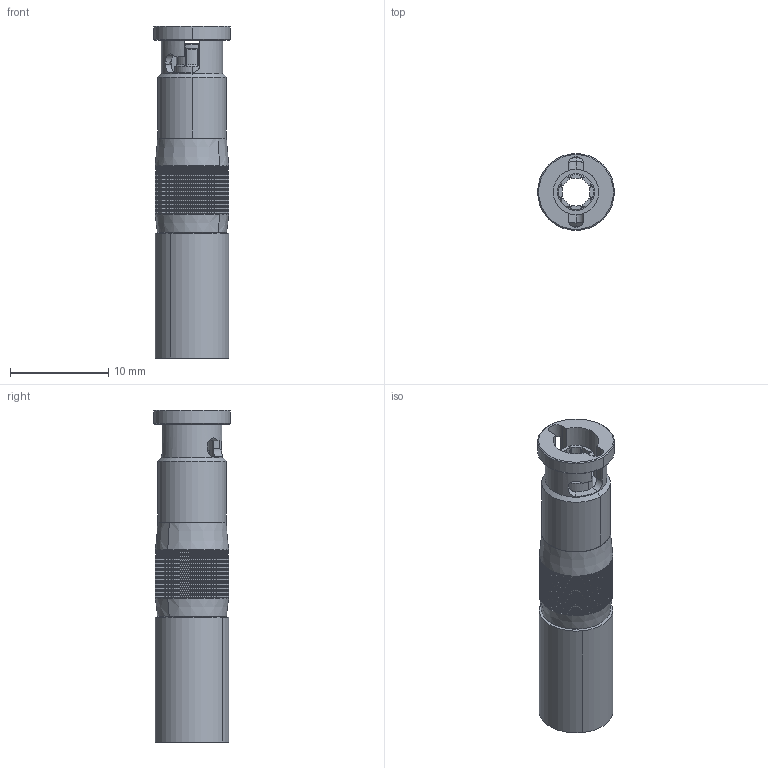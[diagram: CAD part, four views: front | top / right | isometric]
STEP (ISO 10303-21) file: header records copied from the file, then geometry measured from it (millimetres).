
FILE_DESCRIPTION (( 'STEP AP203' ), '1' );
FILE_NAME ('67-005-B66-FB1.STEP', '2019-09-06T07:28:37', ( 'So''doherty' ), ( 'Hewlett-Packard Company' ), 'SwSTEP 2.0', 'SolidWorks 2016', '' );
FILE_SCHEMA (( 'CONFIG_CONTROL_DESIGN' ));
Products named in the file (1): 67-005-B66-FB1
Bounding box: 7.82 x 7.82 x 33.82 mm (x, y, z)
Surface area: 1356.6 mm2 (no closed solid volume)
Topology: 0 solids, 6 shells, 6935 faces, 14134 edges, 7199 vertices
Faces by surface type: cone 2770, plane 2756, cylinder 1409
Entity records: 178754 total; most frequent: CARTESIAN_POINT 44863, ORIENTED_EDGE 28179, DIRECTION 26849, EDGE_CURVE 14134, AXIS2_PLACEMENT_3D 11293, VERTEX_POINT 7199, EDGE_LOOP 6943, FACE_OUTER_BOUND 6935
